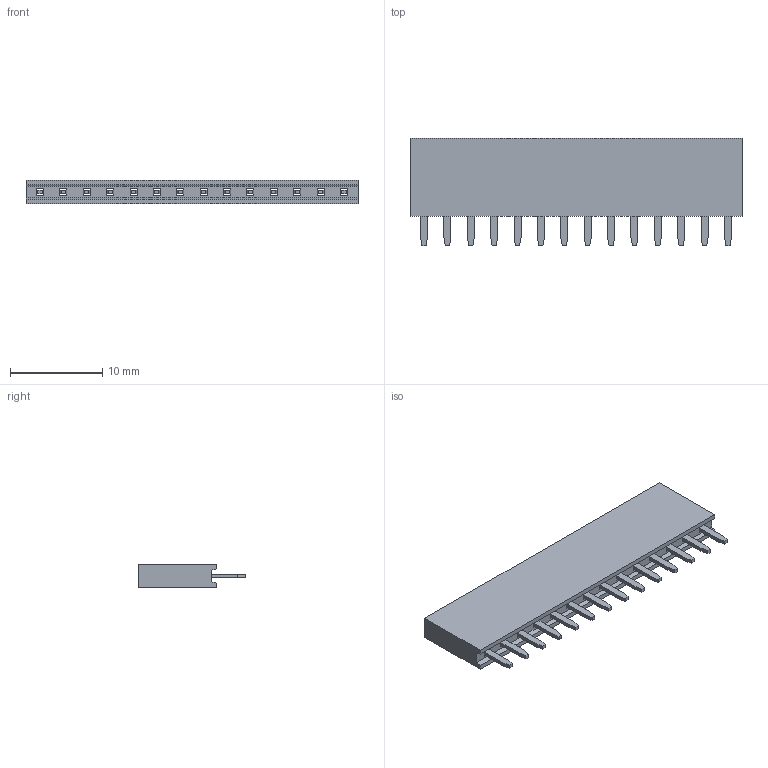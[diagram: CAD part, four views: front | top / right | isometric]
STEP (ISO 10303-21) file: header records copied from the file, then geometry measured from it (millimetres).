
FILE_DESCRIPTION (( 'STEP AP214' ), '1' );
FILE_NAME ('PPTC141LFBN-RC.STEP', '2022-03-14T22:02:53', ( '' ), ( '' ), 'SwSTEP 2.0', 'SolidWorks 2017', '' );
FILE_SCHEMA (( 'AUTOMOTIVE_DESIGN' ));
Length unit declared in the file: inch
Products named in the file (1): PPTC141LFBN-RC
Bounding box: 36.07 x 11.71 x 2.54 mm (x, y, z)
Volume: 716.3 mm3; surface area: 1528.6 mm2
Topology: 15 solids, 15 shells, 332 faces, 850 edges, 548 vertices
Faces by surface type: plane 248, cylinder 84
Entity records: 11770 total; most frequent: CARTESIAN_POINT 1731, ORIENTED_EDGE 1700, DIRECTION 1684, EDGE_CURVE 850, VECTOR 682, LINE 682, VERTEX_POINT 548, AXIS2_PLACEMENT_3D 501
